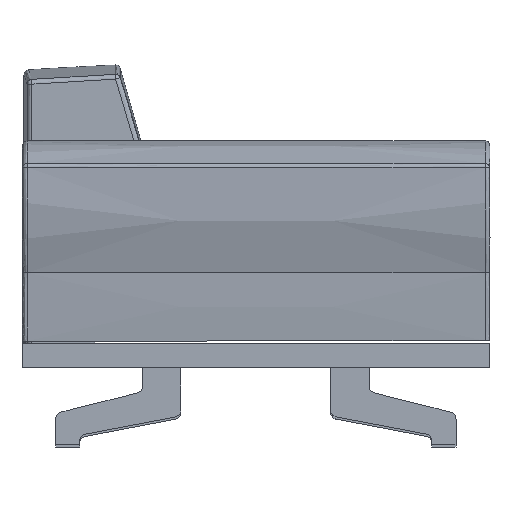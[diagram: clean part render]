
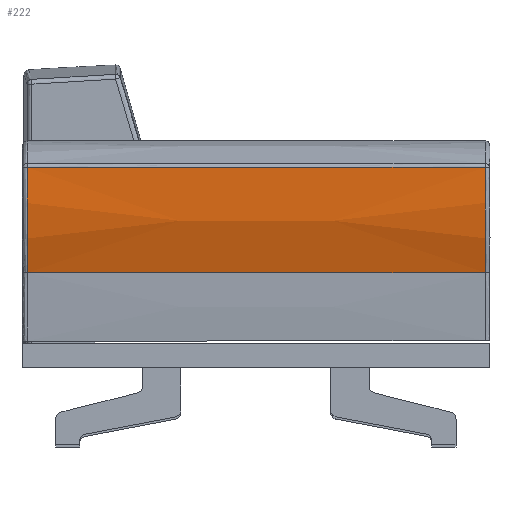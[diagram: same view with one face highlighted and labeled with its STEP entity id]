
A CAD part, left-side view. The second image highlights one B-rep face of the part: STEP entity #222.
In plain terms, the highlighted free-form (B-spline) face has degree [3, 2] with [4, 3] control points.
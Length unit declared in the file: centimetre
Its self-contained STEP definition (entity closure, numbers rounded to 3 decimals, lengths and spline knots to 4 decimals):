
#222=ADVANCED_FACE($,(#394),#1940,.T.);
#394=FACE_OUTER_BOUND($,#566,.T.);
#566=EDGE_LOOP($,(#1169,#1170,#1171,#1172));
#1169=ORIENTED_EDGE($,*,*,#1582,.F.);
#1170=ORIENTED_EDGE($,*,*,#1581,.F.);
#1171=ORIENTED_EDGE($,*,*,#1583,.F.);
#1172=ORIENTED_EDGE($,*,*,#1580,.F.);
#1580=EDGE_CURVE($,#1800,#1801,#2254,.T.);
#1581=EDGE_CURVE($,#1802,#1803,#2255,.T.);
#1582=EDGE_CURVE($,#1803,#1800,#2256,.T.);
#1583=EDGE_CURVE($,#1801,#1802,#2257,.T.);
#1800=VERTEX_POINT($,#6396);
#1801=VERTEX_POINT($,#6397);
#1802=VERTEX_POINT($,#6398);
#1803=VERTEX_POINT($,#6399);
#1940=(
BOUNDED_SURFACE()
B_SPLINE_SURFACE(3,2,((#6000,#6001,#6002),(#6003,#6004,#6005),(#6006,#6007,
#6008),(#6009,#6010,#6011)),.UNSPECIFIED.,.F.,.F.,.F.)
B_SPLINE_SURFACE_WITH_KNOTS((4,4),(3,3),(0.9999,95.9001),
(63.4457,85.6691),.UNSPECIFIED.)
GEOMETRIC_REPRESENTATION_ITEM()
RATIONAL_B_SPLINE_SURFACE(((0.999,0.975,1.),
(0.999,0.975,1.),(0.999,
0.975,1.),(0.999,0.975,
1.)))
REPRESENTATION_ITEM($)
SURFACE()
);
#2254=(
BOUNDED_CURVE()
B_SPLINE_CURVE(3,(#5796,#5797,#5798,#5799,#5800,#5801),.UNSPECIFIED.,.F.,
.F.)
B_SPLINE_CURVE_WITH_KNOTS((4,1,1,4),(0.4984,10.9664,
16.5554,22.2827),.UNSPECIFIED.)
CURVE()
GEOMETRIC_REPRESENTATION_ITEM()
RATIONAL_B_SPLINE_CURVE((1.,1.,1.,1.,1.,1.))
REPRESENTATION_ITEM($)
);
#2255=(
BOUNDED_CURVE()
B_SPLINE_CURVE(3,(#5802,#5803,#5804,#5805,#5806,#5807),.UNSPECIFIED.,.F.,
.F.)
B_SPLINE_CURVE_WITH_KNOTS((4,1,1,4),(0.0003,10.9664,
16.5554,21.7847),.UNSPECIFIED.)
CURVE()
GEOMETRIC_REPRESENTATION_ITEM()
RATIONAL_B_SPLINE_CURVE((1.,1.,1.,1.,1.,1.))
REPRESENTATION_ITEM($)
);
#2256=(
BOUNDED_CURVE()
B_SPLINE_CURVE(3,(#5808,#5809,#5810,#5811),.UNSPECIFIED.,.F.,.F.)
B_SPLINE_CURVE_WITH_KNOTS((4,4),(0.9998,95.8998),.UNSPECIFIED.)
CURVE()
GEOMETRIC_REPRESENTATION_ITEM()
RATIONAL_B_SPLINE_CURVE((1.,1.,1.,1.))
REPRESENTATION_ITEM($)
);
#2257=(
BOUNDED_CURVE()
B_SPLINE_CURVE(3,(#5812,#5813,#5814,#5815),.UNSPECIFIED.,.F.,.F.)
B_SPLINE_CURVE_WITH_KNOTS((4,4),(0.9999,95.8999),.UNSPECIFIED.)
CURVE()
GEOMETRIC_REPRESENTATION_ITEM()
RATIONAL_B_SPLINE_CURVE((1.,1.,1.,1.))
REPRESENTATION_ITEM($)
);
#5796=CARTESIAN_POINT($,(13558.4872,-2439.9821,41.5001));
#5797=CARTESIAN_POINT($,(13558.182,-2439.9821,37.9529));
#5798=CARTESIAN_POINT($,(13558.2964,-2439.9822,32.4619));
#5799=CARTESIAN_POINT($,(13559.655,-2439.9822,25.1661));
#5800=CARTESIAN_POINT($,(13560.7908,-2439.9822,21.4819));
#5801=CARTESIAN_POINT($,(13561.4723,-2439.9823,19.657));
#5802=CARTESIAN_POINT($,(13561.4768,-2345.0823,19.6241));
#5803=CARTESIAN_POINT($,(13560.1715,-2345.0822,23.118));
#5804=CARTESIAN_POINT($,(13558.7935,-2345.0822,28.6135));
#5805=CARTESIAN_POINT($,(13558.2197,-2345.0821,36.0125));
#5806=CARTESIAN_POINT($,(13558.3393,-2345.0821,39.6952));
#5807=CARTESIAN_POINT($,(13558.4917,-2345.0821,41.4672));
#5808=CARTESIAN_POINT($,(13558.4917,-2345.0821,41.4672));
#5809=CARTESIAN_POINT($,(13558.4902,-2376.7154,41.4782));
#5810=CARTESIAN_POINT($,(13558.4887,-2408.3488,41.4891));
#5811=CARTESIAN_POINT($,(13558.4872,-2439.9821,41.5001));
#5812=CARTESIAN_POINT($,(13561.4723,-2439.9823,19.657));
#5813=CARTESIAN_POINT($,(13561.4738,-2408.3489,19.6461));
#5814=CARTESIAN_POINT($,(13561.4753,-2376.7156,19.6351));
#5815=CARTESIAN_POINT($,(13561.4768,-2345.0823,19.6241));
#6000=CARTESIAN_POINT($,(13558.4872,-2439.9823,41.5001));
#6001=CARTESIAN_POINT($,(13557.5198,-2439.9823,30.2424));
#6002=CARTESIAN_POINT($,(13561.4723,-2439.9823,19.657));
#6003=CARTESIAN_POINT($,(13558.4887,-2408.3489,41.4891));
#6004=CARTESIAN_POINT($,(13557.5213,-2408.3489,30.2314));
#6005=CARTESIAN_POINT($,(13561.4738,-2408.3489,19.6461));
#6006=CARTESIAN_POINT($,(13558.4902,-2376.7155,41.4782));
#6007=CARTESIAN_POINT($,(13557.5227,-2376.7155,30.2205));
#6008=CARTESIAN_POINT($,(13561.4753,-2376.7155,19.6351));
#6009=CARTESIAN_POINT($,(13558.4917,-2345.0821,41.4672));
#6010=CARTESIAN_POINT($,(13557.5242,-2345.0821,30.2095));
#6011=CARTESIAN_POINT($,(13561.4768,-2345.0821,19.6241));
#6396=CARTESIAN_POINT($,(13558.4872,-2439.9821,41.5001));
#6397=CARTESIAN_POINT($,(13561.4723,-2439.9823,19.657));
#6398=CARTESIAN_POINT($,(13561.4768,-2345.0823,19.6241));
#6399=CARTESIAN_POINT($,(13558.4917,-2345.0821,41.4672));
